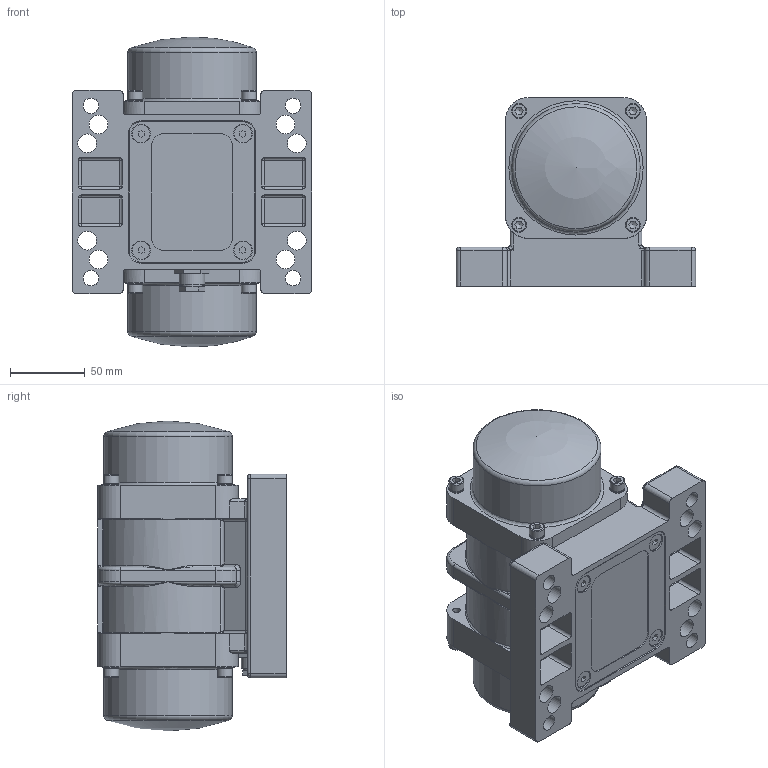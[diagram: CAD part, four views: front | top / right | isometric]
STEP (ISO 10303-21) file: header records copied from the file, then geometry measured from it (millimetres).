
FILE_DESCRIPTION((''),'2;1');
FILE_NAME('A10-2,8-2 nativ.stp','2010-03-06T17:39:14',('Doris'),(''),'Autodesk Inventor 2008','Autodesk Inventor 2008','');
FILE_SCHEMA(('AUTOMOTIVE_DESIGN { 1 0 10303 214 1 1 1 1 }'));
Length unit declared in the file: millimetre
Products named in the file (1): A10-2,8-2 nativ
Bounding box: 160 x 126 x 207 mm (x, y, z)
Volume: 702615.5 mm3; surface area: 279501.6 mm2
Topology: 1 solids, 15 shells, 870 faces, 2008 edges, 1232 vertices
Faces by surface type: plane 319, cylinder 318, bspline 135, cone 48, torus 38, sphere 12
Full cylindrical faces by diameter (mm): 3.242 x3, 4.917 x16, 6 x12, 6.4 x8, 6.5 x4, 6.6 x8, 7 x13, 7.5 x4, 10 x18, 10.5 x4, 12 x5, 12.5 x16, 14 x2, 14.376 x1, 15.6 x2, 17 x1, 31 x2, 35 x2, 82.8 x2, 83 x1, 83.2 x2, 84 x1, 85 x4, 85.7 x2, 88.3 x2
Entity records: 30552 total; most frequent: CARTESIAN_POINT 11678, DIRECTION 3834, ORIENTED_EDGE 3288, EDGE_CURVE 1644, AXIS2_PLACEMENT_3D 1575, EDGE_LOOP 1245, VERTEX_POINT 1117, STYLED_ITEM 870
